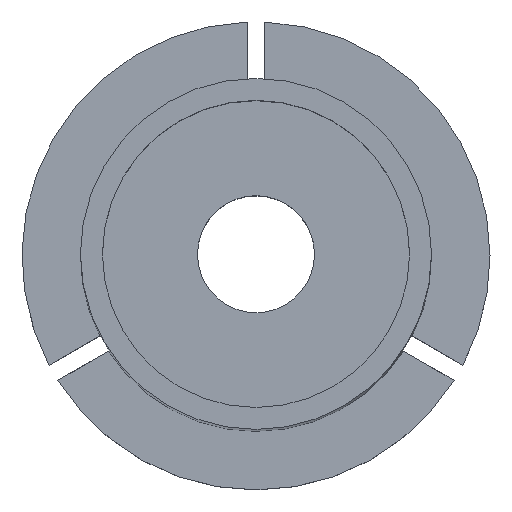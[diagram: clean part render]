
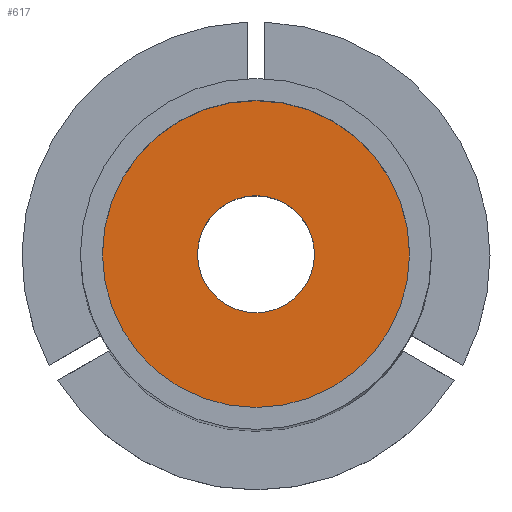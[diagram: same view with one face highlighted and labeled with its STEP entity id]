
A CAD part, top view. The second image highlights one B-rep face of the part: STEP entity #617.
In plain terms, the highlighted planar face has unit normal (0, 0, 1).
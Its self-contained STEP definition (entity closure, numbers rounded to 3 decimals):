
#2 = CIRCLE ( 'NONE', #402, 5.25 ) ;
#9 = ORIENTED_EDGE ( 'NONE', *, *, #341, .T. ) ;
#37 = AXIS2_PLACEMENT_3D ( 'NONE', #470, #893, #1299 ) ;
#87 = FACE_OUTER_BOUND ( 'NONE', #1303, .T. ) ;
#117 = CIRCLE ( 'NONE', #1304, 2. ) ;
#135 = PLANE ( 'NONE',  #1115 ) ;
#246 = CARTESIAN_POINT ( 'NONE',  ( 0., 0., -6. ) ) ;
#333 = DIRECTION ( 'NONE',  ( 1., 0., 0. ) ) ;
#341 = EDGE_CURVE ( 'NONE', #655, #1023, #1300, .T. ) ;
#361 = CARTESIAN_POINT ( 'NONE',  ( 0., 5.25, -6. ) ) ;
#392 = AXIS2_PLACEMENT_3D ( 'NONE', #1348, #709, #733 ) ;
#402 = AXIS2_PLACEMENT_3D ( 'NONE', #530, #1064, #333 ) ;
#409 = EDGE_CURVE ( 'NONE', #1023, #655, #2, .T. ) ;
#422 = ORIENTED_EDGE ( 'NONE', *, *, #409, .T. ) ;
#436 = VERTEX_POINT ( 'NONE', #537 ) ;
#443 = CARTESIAN_POINT ( 'NONE',  ( -2., 0., -6. ) ) ;
#468 = DIRECTION ( 'NONE',  ( 0., 0., 1. ) ) ;
#470 = CARTESIAN_POINT ( 'NONE',  ( 0., 0., -6. ) ) ;
#530 = CARTESIAN_POINT ( 'NONE',  ( 0., 0., -6. ) ) ;
#531 = VERTEX_POINT ( 'NONE', #443 ) ;
#537 = CARTESIAN_POINT ( 'NONE',  ( 2., 0., -6. ) ) ;
#596 = EDGE_CURVE ( 'NONE', #436, #531, #1132, .T. ) ;
#617 = ADVANCED_FACE ( 'NONE', ( #994, #87 ), #135, .F. ) ;
#655 = VERTEX_POINT ( 'NONE', #695 ) ;
#676 = ORIENTED_EDGE ( 'NONE', *, *, #596, .F. ) ;
#695 = CARTESIAN_POINT ( 'NONE',  ( 5.25, 0., -6. ) ) ;
#709 = DIRECTION ( 'NONE',  ( 0., 0., 1. ) ) ;
#733 = DIRECTION ( 'NONE',  ( 1., 0., 0. ) ) ;
#893 = DIRECTION ( 'NONE',  ( 0., 0., 1. ) ) ;
#991 = DIRECTION ( 'NONE',  ( 1., 0., 0. ) ) ;
#994 = FACE_BOUND ( 'NONE', #1103, .T. ) ;
#1023 = VERTEX_POINT ( 'NONE', #1068 ) ;
#1064 = DIRECTION ( 'NONE',  ( 0., 0., 1. ) ) ;
#1068 = CARTESIAN_POINT ( 'NONE',  ( -5.25, 0., -6. ) ) ;
#1090 = DIRECTION ( 'NONE',  ( -1., 0., 0. ) ) ;
#1103 = EDGE_LOOP ( 'NONE', ( #676, #1353 ) ) ;
#1115 = AXIS2_PLACEMENT_3D ( 'NONE', #361, #1199, #1090 ) ;
#1132 = CIRCLE ( 'NONE', #37, 2. ) ;
#1199 = DIRECTION ( 'NONE',  ( 0., 0., -1. ) ) ;
#1278 = EDGE_CURVE ( 'NONE', #531, #436, #117, .T. ) ;
#1299 = DIRECTION ( 'NONE',  ( 1., 0., 0. ) ) ;
#1300 = CIRCLE ( 'NONE', #392, 5.25 ) ;
#1303 = EDGE_LOOP ( 'NONE', ( #9, #422 ) ) ;
#1304 = AXIS2_PLACEMENT_3D ( 'NONE', #246, #468, #991 ) ;
#1348 = CARTESIAN_POINT ( 'NONE',  ( 0., 0., -6. ) ) ;
#1353 = ORIENTED_EDGE ( 'NONE', *, *, #1278, .F. ) ;
